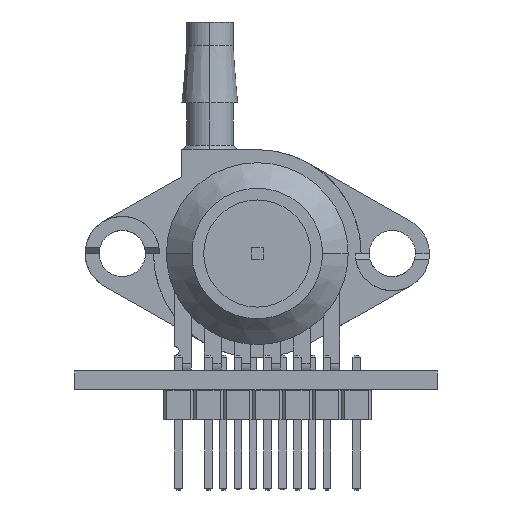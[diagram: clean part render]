
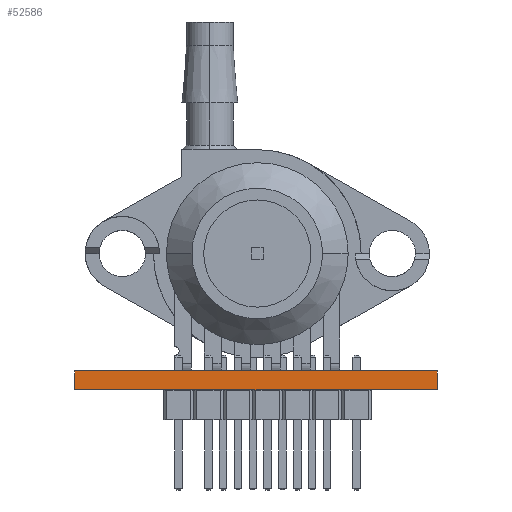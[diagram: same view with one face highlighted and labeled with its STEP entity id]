
A CAD part, front view. The second image highlights one B-rep face of the part: STEP entity #52586.
In plain terms, the highlighted planar face has unit normal (0, -1, 0).
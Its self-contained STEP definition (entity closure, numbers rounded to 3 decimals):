
#52586 = ADVANCED_FACE('',(#52587),#52601,.F.);
#52587 = FACE_BOUND('',#52588,.F.);
#52588 = EDGE_LOOP('',(#52589,#52624,#52652,#52680));
#52589 = ORIENTED_EDGE('',*,*,#52590,.T.);
#52590 = EDGE_CURVE('',#52591,#52593,#52595,.T.);
#52591 = VERTEX_POINT('',#52592);
#52592 = CARTESIAN_POINT('',(96.45,-59.58,0.));
#52593 = VERTEX_POINT('',#52594);
#52594 = CARTESIAN_POINT('',(96.45,-59.58,1.6));
#52595 = SURFACE_CURVE('',#52596,(#52600,#52612),.PCURVE_S1.);
#52596 = LINE('',#52597,#52598);
#52597 = CARTESIAN_POINT('',(96.45,-59.58,0.));
#52598 = VECTOR('',#52599,1.);
#52599 = DIRECTION('',(0.,0.,1.));
#52600 = PCURVE('',#52601,#52606);
#52601 = PLANE('',#52602);
#52602 = AXIS2_PLACEMENT_3D('',#52603,#52604,#52605);
#52603 = CARTESIAN_POINT('',(96.45,-59.58,0.));
#52604 = DIRECTION('',(0.,1.,0.));
#52605 = DIRECTION('',(1.,0.,0.));
#52606 = DEFINITIONAL_REPRESENTATION('',(#52607),#52611);
#52607 = LINE('',#52608,#52609);
#52608 = CARTESIAN_POINT('',(0.,0.));
#52609 = VECTOR('',#52610,1.);
#52610 = DIRECTION('',(0.,-1.));
#52611 = ( GEOMETRIC_REPRESENTATION_CONTEXT(2) 
PARAMETRIC_REPRESENTATION_CONTEXT() REPRESENTATION_CONTEXT('2D SPACE',''
  ) );
#52612 = PCURVE('',#52613,#52618);
#52613 = PLANE('',#52614);
#52614 = AXIS2_PLACEMENT_3D('',#52615,#52616,#52617);
#52615 = CARTESIAN_POINT('',(96.45,-37.08,0.));
#52616 = DIRECTION('',(1.,0.,-0.));
#52617 = DIRECTION('',(0.,-1.,0.));
#52618 = DEFINITIONAL_REPRESENTATION('',(#52619),#52623);
#52619 = LINE('',#52620,#52621);
#52620 = CARTESIAN_POINT('',(22.5,0.));
#52621 = VECTOR('',#52622,1.);
#52622 = DIRECTION('',(0.,-1.));
#52623 = ( GEOMETRIC_REPRESENTATION_CONTEXT(2) 
PARAMETRIC_REPRESENTATION_CONTEXT() REPRESENTATION_CONTEXT('2D SPACE',''
  ) );
#52624 = ORIENTED_EDGE('',*,*,#52625,.T.);
#52625 = EDGE_CURVE('',#52593,#52626,#52628,.T.);
#52626 = VERTEX_POINT('',#52627);
#52627 = CARTESIAN_POINT('',(127.45,-59.58,1.6));
#52628 = SURFACE_CURVE('',#52629,(#52633,#52640),.PCURVE_S1.);
#52629 = LINE('',#52630,#52631);
#52630 = CARTESIAN_POINT('',(96.45,-59.58,1.6));
#52631 = VECTOR('',#52632,1.);
#52632 = DIRECTION('',(1.,0.,0.));
#52633 = PCURVE('',#52601,#52634);
#52634 = DEFINITIONAL_REPRESENTATION('',(#52635),#52639);
#52635 = LINE('',#52636,#52637);
#52636 = CARTESIAN_POINT('',(0.,-1.6));
#52637 = VECTOR('',#52638,1.);
#52638 = DIRECTION('',(1.,0.));
#52639 = ( GEOMETRIC_REPRESENTATION_CONTEXT(2) 
PARAMETRIC_REPRESENTATION_CONTEXT() REPRESENTATION_CONTEXT('2D SPACE',''
  ) );
#52640 = PCURVE('',#52641,#52646);
#52641 = PLANE('',#52642);
#52642 = AXIS2_PLACEMENT_3D('',#52643,#52644,#52645);
#52643 = CARTESIAN_POINT('',(96.45,-59.58,1.6));
#52644 = DIRECTION('',(0.,0.,-1.));
#52645 = DIRECTION('',(-1.,0.,-0.));
#52646 = DEFINITIONAL_REPRESENTATION('',(#52647),#52651);
#52647 = LINE('',#52648,#52649);
#52648 = CARTESIAN_POINT('',(0.,0.));
#52649 = VECTOR('',#52650,1.);
#52650 = DIRECTION('',(-1.,0.));
#52651 = ( GEOMETRIC_REPRESENTATION_CONTEXT(2) 
PARAMETRIC_REPRESENTATION_CONTEXT() REPRESENTATION_CONTEXT('2D SPACE',''
  ) );
#52652 = ORIENTED_EDGE('',*,*,#52653,.F.);
#52653 = EDGE_CURVE('',#52654,#52626,#52656,.T.);
#52654 = VERTEX_POINT('',#52655);
#52655 = CARTESIAN_POINT('',(127.45,-59.58,0.));
#52656 = SURFACE_CURVE('',#52657,(#52661,#52668),.PCURVE_S1.);
#52657 = LINE('',#52658,#52659);
#52658 = CARTESIAN_POINT('',(127.45,-59.58,0.));
#52659 = VECTOR('',#52660,1.);
#52660 = DIRECTION('',(0.,0.,1.));
#52661 = PCURVE('',#52601,#52662);
#52662 = DEFINITIONAL_REPRESENTATION('',(#52663),#52667);
#52663 = LINE('',#52664,#52665);
#52664 = CARTESIAN_POINT('',(31.,0.));
#52665 = VECTOR('',#52666,1.);
#52666 = DIRECTION('',(0.,-1.));
#52667 = ( GEOMETRIC_REPRESENTATION_CONTEXT(2) 
PARAMETRIC_REPRESENTATION_CONTEXT() REPRESENTATION_CONTEXT('2D SPACE',''
  ) );
#52668 = PCURVE('',#52669,#52674);
#52669 = PLANE('',#52670);
#52670 = AXIS2_PLACEMENT_3D('',#52671,#52672,#52673);
#52671 = CARTESIAN_POINT('',(127.45,-59.58,0.));
#52672 = DIRECTION('',(-1.,0.,0.));
#52673 = DIRECTION('',(0.,1.,0.));
#52674 = DEFINITIONAL_REPRESENTATION('',(#52675),#52679);
#52675 = LINE('',#52676,#52677);
#52676 = CARTESIAN_POINT('',(0.,0.));
#52677 = VECTOR('',#52678,1.);
#52678 = DIRECTION('',(0.,-1.));
#52679 = ( GEOMETRIC_REPRESENTATION_CONTEXT(2) 
PARAMETRIC_REPRESENTATION_CONTEXT() REPRESENTATION_CONTEXT('2D SPACE',''
  ) );
#52680 = ORIENTED_EDGE('',*,*,#52681,.F.);
#52681 = EDGE_CURVE('',#52591,#52654,#52682,.T.);
#52682 = SURFACE_CURVE('',#52683,(#52687,#52694),.PCURVE_S1.);
#52683 = LINE('',#52684,#52685);
#52684 = CARTESIAN_POINT('',(96.45,-59.58,0.));
#52685 = VECTOR('',#52686,1.);
#52686 = DIRECTION('',(1.,0.,0.));
#52687 = PCURVE('',#52601,#52688);
#52688 = DEFINITIONAL_REPRESENTATION('',(#52689),#52693);
#52689 = LINE('',#52690,#52691);
#52690 = CARTESIAN_POINT('',(0.,0.));
#52691 = VECTOR('',#52692,1.);
#52692 = DIRECTION('',(1.,0.));
#52693 = ( GEOMETRIC_REPRESENTATION_CONTEXT(2) 
PARAMETRIC_REPRESENTATION_CONTEXT() REPRESENTATION_CONTEXT('2D SPACE',''
  ) );
#52694 = PCURVE('',#52695,#52700);
#52695 = PLANE('',#52696);
#52696 = AXIS2_PLACEMENT_3D('',#52697,#52698,#52699);
#52697 = CARTESIAN_POINT('',(96.45,-59.58,0.));
#52698 = DIRECTION('',(0.,0.,-1.));
#52699 = DIRECTION('',(-1.,0.,-0.));
#52700 = DEFINITIONAL_REPRESENTATION('',(#52701),#52705);
#52701 = LINE('',#52702,#52703);
#52702 = CARTESIAN_POINT('',(0.,0.));
#52703 = VECTOR('',#52704,1.);
#52704 = DIRECTION('',(-1.,0.));
#52705 = ( GEOMETRIC_REPRESENTATION_CONTEXT(2) 
PARAMETRIC_REPRESENTATION_CONTEXT() REPRESENTATION_CONTEXT('2D SPACE',''
  ) );
